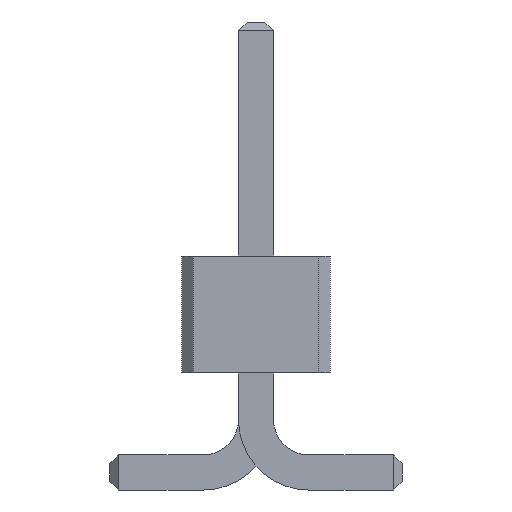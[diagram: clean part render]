
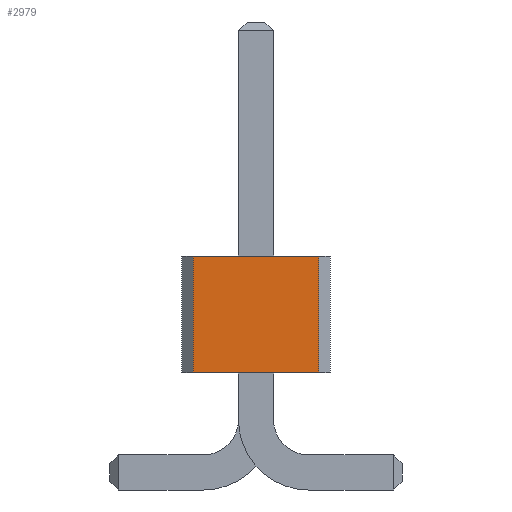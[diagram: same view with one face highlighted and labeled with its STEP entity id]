
A CAD part, front view. The second image highlights one B-rep face of the part: STEP entity #2979.
In plain terms, the highlighted planar face has unit normal (0, -1, 0).
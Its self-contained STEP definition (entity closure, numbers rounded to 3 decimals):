
#335 = VERTEX_POINT('',#336);
#336 = CARTESIAN_POINT('',(0.535,-5.5,1.));
#342 = EDGE_CURVE('',#343,#335,#345,.T.);
#343 = VERTEX_POINT('',#344);
#344 = CARTESIAN_POINT('',(-0.535,-5.5,1.));
#345 = LINE('',#346,#347);
#346 = CARTESIAN_POINT('',(-0.635,-5.5,1.));
#347 = VECTOR('',#348,1.);
#348 = DIRECTION('',(1.,0.,0.));
#1277 = VERTEX_POINT('',#1278);
#1278 = CARTESIAN_POINT('',(-0.535,-5.5,2.));
#1284 = EDGE_CURVE('',#1277,#1285,#1287,.T.);
#1285 = VERTEX_POINT('',#1286);
#1286 = CARTESIAN_POINT('',(0.535,-5.5,2.));
#1287 = LINE('',#1288,#1289);
#1288 = CARTESIAN_POINT('',(-0.635,-5.5,2.));
#1289 = VECTOR('',#1290,1.);
#1290 = DIRECTION('',(1.,0.,0.));
#2969 = EDGE_CURVE('',#343,#1277,#2970,.T.);
#2970 = LINE('',#2971,#2972);
#2971 = CARTESIAN_POINT('',(-0.535,-5.5,1.));
#2972 = VECTOR('',#2973,1.);
#2973 = DIRECTION('',(0.,0.,1.));
#2979 = ADVANCED_FACE('',(#2980),#2991,.F.);
#2980 = FACE_BOUND('',#2981,.F.);
#2981 = EDGE_LOOP('',(#2982,#2983,#2984,#2985));
#2982 = ORIENTED_EDGE('',*,*,#342,.F.);
#2983 = ORIENTED_EDGE('',*,*,#2969,.T.);
#2984 = ORIENTED_EDGE('',*,*,#1284,.T.);
#2985 = ORIENTED_EDGE('',*,*,#2986,.F.);
#2986 = EDGE_CURVE('',#335,#1285,#2987,.T.);
#2987 = LINE('',#2988,#2989);
#2988 = CARTESIAN_POINT('',(0.535,-5.5,1.));
#2989 = VECTOR('',#2990,1.);
#2990 = DIRECTION('',(0.,0.,1.));
#2991 = PLANE('',#2992);
#2992 = AXIS2_PLACEMENT_3D('',#2993,#2994,#2995);
#2993 = CARTESIAN_POINT('',(-0.635,-5.5,1.));
#2994 = DIRECTION('',(0.,1.,0.));
#2995 = DIRECTION('',(1.,0.,0.));
